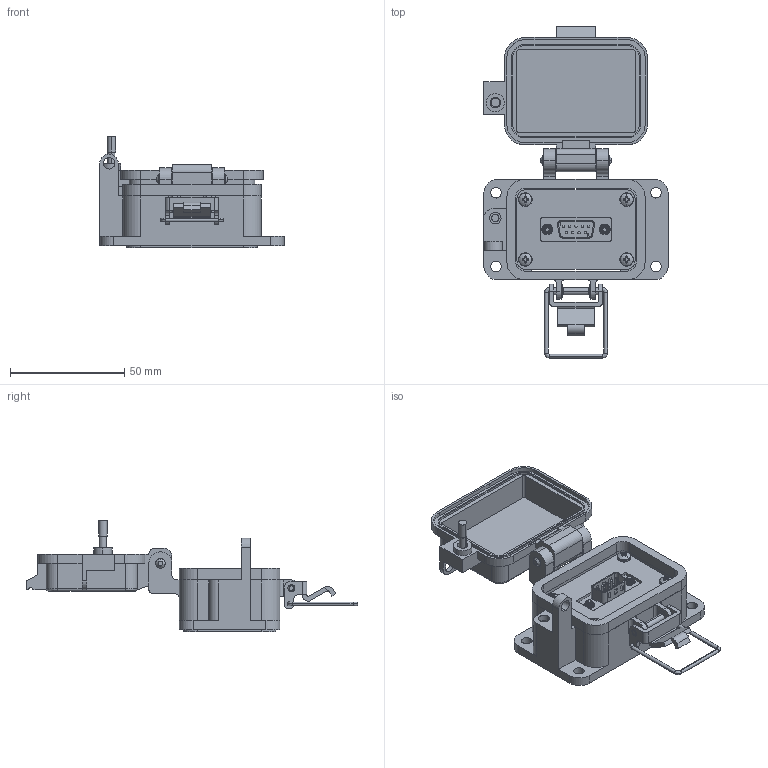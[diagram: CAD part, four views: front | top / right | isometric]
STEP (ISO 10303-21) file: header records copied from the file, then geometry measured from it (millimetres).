
FILE_DESCRIPTION (( 'STEP AP214' ), '1' );
FILE_NAME ('P-Q15-B3RX_3D.STEP', '2017-09-21T21:00:09', ( '' ), ( '' ), 'SwSTEP 2.0', 'SolidWorks 2017', '' );
FILE_SCHEMA (( 'AUTOMOTIVE_DESIGN' ));
Length unit declared in the file: millimetre
Products named in the file (8): Q15; 90272A106_ZINC-PLTD STL PAN HEAD PHILLIPS MACHINE SCREW_90272A106; P-Q15-B3RX_TP; P-Q15-B3RX_BP; P-Q15-B3RX_3D; 92005A124_METRIC PAN HEAD PHILLIPS MACHINE SCREW_92005A124; Z-H-B3; P-Q15-B3RX_FP
Assembly tree (11 placements, depth 2):
  P-Q15-B3RX_3D
    P-Q15-B3RX_BP
    P-Q15-B3RX_TP
    90272A106_ZINC-PLTD STL PAN HEAD PHILLIPS MACHINE SCREW_90272A106  x2
    Q15
    P-Q15-B3RX_FP
    Z-H-B3
    92005A124_METRIC PAN HEAD PHILLIPS MACHINE SCREW_92005A124  x4
Bounding box: 80.57 x 145.03 x 48.8 mm (x, y, z)
Volume: 62030.5 mm3; surface area: 52952.8 mm2
Topology: 24 solids, 24 shells, 2217 faces, 6140 edges, 4034 vertices
Faces by surface type: cylinder 1110, plane 752, bspline 201, cone 118, torus 24, sphere 12
Entity records: 72535 total; most frequent: CARTESIAN_POINT 22703, ORIENTED_EDGE 8460, DIRECTION 7205, EDGE_CURVE 4230, VERTEX_POINT 2794, LINE 2407, VECTOR 2407, AXIS2_PLACEMENT_3D 2399
